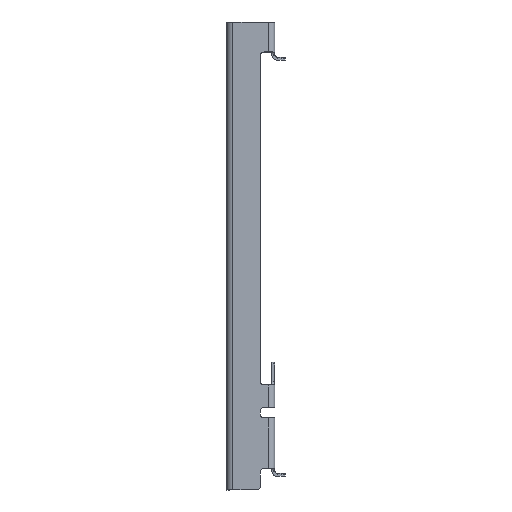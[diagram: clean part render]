
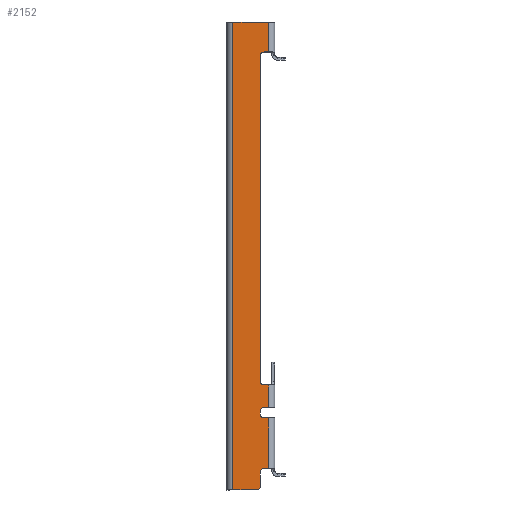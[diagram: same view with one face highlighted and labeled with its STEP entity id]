
A CAD part, top view. The second image highlights one B-rep face of the part: STEP entity #2152.
In plain terms, the highlighted planar face has unit normal (0, 0, 1).
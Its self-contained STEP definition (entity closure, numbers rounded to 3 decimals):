
#150=CARTESIAN_POINT('',(-5.074,-23.22,0.));
#151=DIRECTION('',(0.,0.,1.));
#152=DIRECTION('',(0.,-1.,0.));
#153=AXIS2_PLACEMENT_3D('',#150,#151,#152);
#158=DIRECTION('',(-1.,0.,0.));
#159=VECTOR('',#158,1.587);
#160=CARTESIAN_POINT('',(-5.074,-23.47,0.));
#161=LINE('',#160,#159);
#165=DIRECTION('',(0.,1.,0.));
#166=VECTOR('',#165,31.2);
#167=CARTESIAN_POINT('',(-6.661,-23.47,0.));
#168=LINE('',#167,#166);
#172=DIRECTION('',(-1.,0.,0.));
#173=VECTOR('',#172,0.313);
#174=CARTESIAN_POINT('',(-4.261,-17.97,0.));
#175=LINE('',#174,#173);
#179=DIRECTION('',(0.,1.,0.));
#180=VECTOR('',#179,0.2);
#181=CARTESIAN_POINT('',(-4.824,-18.42,0.));
#182=LINE('',#181,#180);
#186=DIRECTION('',(-1.,0.,0.));
#187=VECTOR('',#186,0.313);
#188=CARTESIAN_POINT('',(-4.261,-18.67,0.));
#189=LINE('',#188,#187);
#193=DIRECTION('',(-1.,0.,0.));
#194=VECTOR('',#193,0.313);
#195=CARTESIAN_POINT('',(-4.261,-22.02,0.));
#196=LINE('',#195,#194);
#200=DIRECTION('',(0.,1.,0.));
#201=VECTOR('',#200,0.95);
#202=CARTESIAN_POINT('',(-4.824,-23.22,0.));
#203=LINE('',#202,#201);
#207=DIRECTION('',(-1.,0.,0.));
#208=VECTOR('',#207,2.4);
#209=CARTESIAN_POINT('',(-4.261,7.73,0.));
#210=LINE('',#209,#208);
#321=CARTESIAN_POINT('',(-4.574,-22.27,0.));
#322=DIRECTION('',(0.,0.,-1.));
#323=DIRECTION('',(-1.,0.,0.));
#324=AXIS2_PLACEMENT_3D('',#321,#322,#323);
#366=DIRECTION('',(0.,1.,0.));
#367=VECTOR('',#366,3.35);
#368=CARTESIAN_POINT('',(-4.261,-22.02,0.));
#369=LINE('',#368,#367);
#373=DIRECTION('',(0.,1.,0.));
#374=VECTOR('',#373,1.5);
#375=CARTESIAN_POINT('',(-4.261,-17.97,0.));
#376=LINE('',#375,#374);
#425=CARTESIAN_POINT('',(-4.574,-18.42,0.));
#426=DIRECTION('',(0.,0.,-1.));
#427=DIRECTION('',(0.,-1.,0.));
#428=AXIS2_PLACEMENT_3D('',#425,#426,#427);
#447=CARTESIAN_POINT('',(-4.574,-18.22,0.));
#448=DIRECTION('',(0.,0.,-1.));
#449=DIRECTION('',(-1.,0.,0.));
#450=AXIS2_PLACEMENT_3D('',#447,#448,#449);
#646=DIRECTION('',(-1.,0.,0.));
#647=VECTOR('',#646,0.313);
#648=CARTESIAN_POINT('',(-4.261,-16.47,0.));
#649=LINE('',#648,#647);
#653=CARTESIAN_POINT('',(-4.574,-16.22,0.));
#654=DIRECTION('',(0.,0.,-1.));
#655=DIRECTION('',(0.,-1.,0.));
#656=AXIS2_PLACEMENT_3D('',#653,#654,#655);
#676=DIRECTION('',(0.,-1.,0.));
#677=VECTOR('',#676,21.7);
#678=CARTESIAN_POINT('',(-4.824,5.48,0.));
#679=LINE('',#678,#677);
#698=CARTESIAN_POINT('',(-4.574,5.48,0.));
#699=DIRECTION('',(0.,0.,-1.));
#700=DIRECTION('',(-1.,0.,0.));
#701=AXIS2_PLACEMENT_3D('',#698,#699,#700);
#713=DIRECTION('',(1.,0.,0.));
#714=VECTOR('',#713,0.313);
#715=CARTESIAN_POINT('',(-4.574,5.73,0.));
#716=LINE('',#715,#714);
#750=DIRECTION('',(0.,1.,0.));
#751=VECTOR('',#750,2.);
#752=CARTESIAN_POINT('',(-4.261,5.73,0.));
#753=LINE('',#752,#751);
#1696=CARTESIAN_POINT('',(-6.661,7.73,0.));
#1697=VERTEX_POINT('',#1696);
#1712=CARTESIAN_POINT('',(-6.661,-23.47,0.));
#1713=VERTEX_POINT('',#1712);
#1723=CARTESIAN_POINT('',(-4.261,-16.47,0.));
#1725=VERTEX_POINT('',#1723);
#1756=CARTESIAN_POINT('',(-4.261,7.73,0.));
#1757=VERTEX_POINT('',#1756);
#1758=CARTESIAN_POINT('',(-4.261,5.73,0.));
#1759=VERTEX_POINT('',#1758);
#1908=CARTESIAN_POINT('',(-4.261,-22.02,0.));
#1909=VERTEX_POINT('',#1908);
#1910=CARTESIAN_POINT('',(-4.574,-16.47,0.));
#1912=VERTEX_POINT('',#1910);
#1914=CARTESIAN_POINT('',(-4.824,-16.22,0.));
#1916=VERTEX_POINT('',#1914);
#1919=CARTESIAN_POINT('',(-4.574,-22.02,0.));
#1921=VERTEX_POINT('',#1919);
#1923=CARTESIAN_POINT('',(-4.824,-22.27,0.));
#1925=VERTEX_POINT('',#1923);
#1926=CARTESIAN_POINT('',(-4.824,5.48,0.));
#1927=VERTEX_POINT('',#1926);
#1931=CARTESIAN_POINT('',(-4.574,5.73,0.));
#1933=VERTEX_POINT('',#1931);
#1934=CARTESIAN_POINT('',(-5.074,-23.47,0.));
#1935=CARTESIAN_POINT('',(-4.824,-23.22,0.));
#1936=VERTEX_POINT('',#1934);
#1937=VERTEX_POINT('',#1935);
#1946=CARTESIAN_POINT('',(-4.261,-18.67,0.));
#1947=VERTEX_POINT('',#1946);
#1948=CARTESIAN_POINT('',(-4.261,-17.97,0.));
#1949=VERTEX_POINT('',#1948);
#1951=CARTESIAN_POINT('',(-4.824,-18.42,0.));
#1953=VERTEX_POINT('',#1951);
#1955=CARTESIAN_POINT('',(-4.574,-18.67,0.));
#1957=VERTEX_POINT('',#1955);
#1958=CARTESIAN_POINT('',(-4.824,-18.22,0.));
#1960=VERTEX_POINT('',#1958);
#1962=CARTESIAN_POINT('',(-4.574,-17.97,0.));
#1964=VERTEX_POINT('',#1962);
#2108=CARTESIAN_POINT('',(-5.261,-7.82,0.));
#2109=DIRECTION('',(0.,0.,1.));
#2110=DIRECTION('',(1.,0.,0.));
#2111=AXIS2_PLACEMENT_3D('',#2108,#2109,#2110);
#2112=PLANE('',#2111);
#2113=ORIENTED_EDGE('',*,*,#2098,.F.);
#2114=ORIENTED_EDGE('',*,*,#2088,.T.);
#2115=ORIENTED_EDGE('',*,*,#1994,.T.);
#2117=ORIENTED_EDGE('',*,*,#2116,.F.);
#2119=ORIENTED_EDGE('',*,*,#2118,.F.);
#2121=ORIENTED_EDGE('',*,*,#2120,.F.);
#2123=ORIENTED_EDGE('',*,*,#2122,.F.);
#2125=ORIENTED_EDGE('',*,*,#2124,.T.);
#2127=ORIENTED_EDGE('',*,*,#2126,.F.);
#2129=ORIENTED_EDGE('',*,*,#2128,.F.);
#2131=ORIENTED_EDGE('',*,*,#2130,.F.);
#2133=ORIENTED_EDGE('',*,*,#2132,.T.);
#2135=ORIENTED_EDGE('',*,*,#2134,.F.);
#2137=ORIENTED_EDGE('',*,*,#2136,.F.);
#2139=ORIENTED_EDGE('',*,*,#2138,.F.);
#2141=ORIENTED_EDGE('',*,*,#2140,.F.);
#2143=ORIENTED_EDGE('',*,*,#2142,.F.);
#2145=ORIENTED_EDGE('',*,*,#2144,.T.);
#2147=ORIENTED_EDGE('',*,*,#2146,.F.);
#2149=ORIENTED_EDGE('',*,*,#2148,.F.);
#2150=EDGE_LOOP('',(#2113,#2114,#2115,#2117,#2119,#2121,#2123,#2125,#2127,#2129,
#2131,#2133,#2135,#2137,#2139,#2141,#2143,#2145,#2147,#2149));
#2151=FACE_OUTER_BOUND('',#2150,.F.);
#2152=ADVANCED_FACE('',(#2151),#2112,.T.);
#154=CIRCLE('',#153,0.25);
#325=CIRCLE('',#324,0.25);
#429=CIRCLE('',#428,0.25);
#451=CIRCLE('',#450,0.25);
#657=CIRCLE('',#656,0.25);
#702=CIRCLE('',#701,0.25);
#1994=EDGE_CURVE('',#1713,#1697,#168,.T.);
#2088=EDGE_CURVE('',#1936,#1713,#161,.T.);
#2098=EDGE_CURVE('',#1936,#1937,#154,.T.);
#2116=EDGE_CURVE('',#1757,#1697,#210,.T.);
#2118=EDGE_CURVE('',#1759,#1757,#753,.T.);
#2120=EDGE_CURVE('',#1933,#1759,#716,.T.);
#2122=EDGE_CURVE('',#1927,#1933,#702,.T.);
#2124=EDGE_CURVE('',#1927,#1916,#679,.T.);
#2126=EDGE_CURVE('',#1912,#1916,#657,.T.);
#2128=EDGE_CURVE('',#1725,#1912,#649,.T.);
#2130=EDGE_CURVE('',#1949,#1725,#376,.T.);
#2132=EDGE_CURVE('',#1949,#1964,#175,.T.);
#2134=EDGE_CURVE('',#1960,#1964,#451,.T.);
#2136=EDGE_CURVE('',#1953,#1960,#182,.T.);
#2138=EDGE_CURVE('',#1957,#1953,#429,.T.);
#2140=EDGE_CURVE('',#1947,#1957,#189,.T.);
#2142=EDGE_CURVE('',#1909,#1947,#369,.T.);
#2144=EDGE_CURVE('',#1909,#1921,#196,.T.);
#2146=EDGE_CURVE('',#1925,#1921,#325,.T.);
#2148=EDGE_CURVE('',#1937,#1925,#203,.T.);
